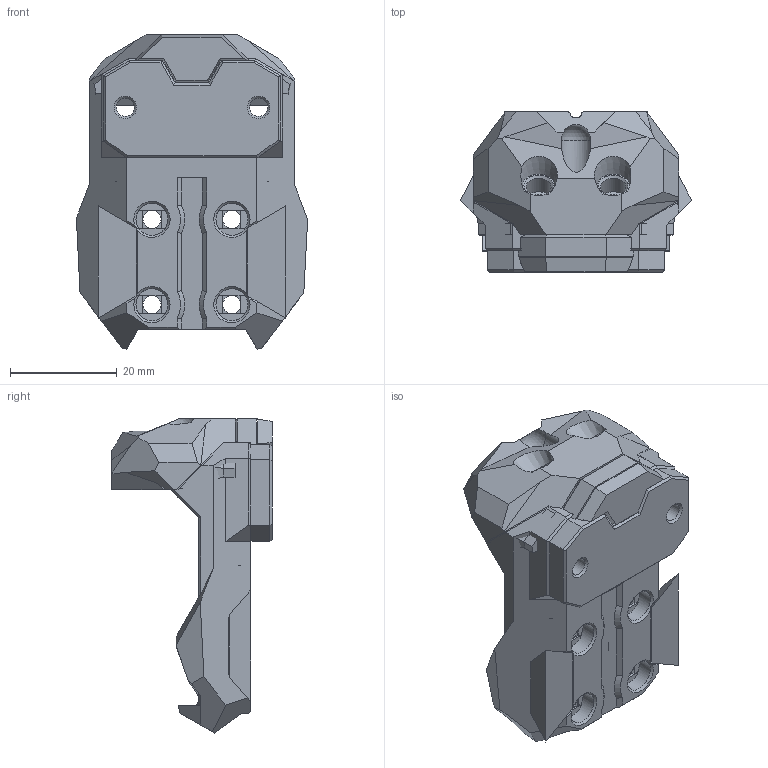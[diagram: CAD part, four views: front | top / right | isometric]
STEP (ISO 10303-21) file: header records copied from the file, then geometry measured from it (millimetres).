
FILE_DESCRIPTION(/* description */ (''),/* implementation_level */ '2;1');
FILE_NAME(/* name */ 'BoopMgn12.step',/* time_stamp */ '2023-04-22T11:45:46+02:00',/* author */ (''),/* organization */ (''),/* preprocessor_version */ 'ST-DEVELOPER v19.2',/* originating_system */ 'Autodesk Translation Framework v12.4.0.73',/* authorisation */ '');
FILE_SCHEMA (('AUTOMOTIVE_DESIGN { 1 0 10303 214 3 1 1 }'));
Length unit declared in the file: millimetre
Products named in the file (5): BoopMgn12; Boop_Spacer_Mini; Boop_Upper_PCB_Mini; Boop_Front_magnet v4; boop_front (1) (1)
Assembly tree (4 placements, depth 3):
  BoopMgn12
    Boop_Spacer_Mini
    Boop_Upper_PCB_Mini
    Boop_Front_magnet v4
      boop_front (1) (1)
Bounding box: 43.39 x 30.05 x 58.94 mm (x, y, z)
Volume: 22082.6 mm3; surface area: 15424.6 mm2
Topology: 9 solids, 16 shells, 551 faces, 1397 edges, 884 vertices
Faces by surface type: plane 455, cylinder 61, cone 28, sphere 3, torus 2, bspline 2
Full cylindrical faces by diameter (mm): 2.8 x2, 3 x2, 3.2 x2, 3.4 x14, 4.7 x2, 4.8 x2, 6 x7, 6.1 x2
Entity records: 17010 total; most frequent: CARTESIAN_POINT 3464, ORIENTED_EDGE 2794, DIRECTION 2720, EDGE_CURVE 1397, LINE 1124, VECTOR 1124, VERTEX_POINT 884, AXIS2_PLACEMENT_3D 798
